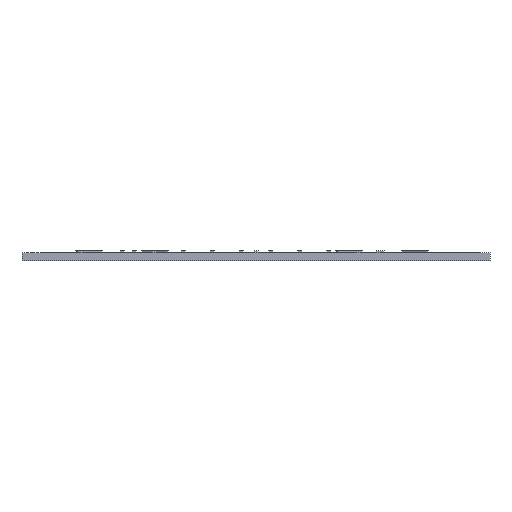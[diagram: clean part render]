
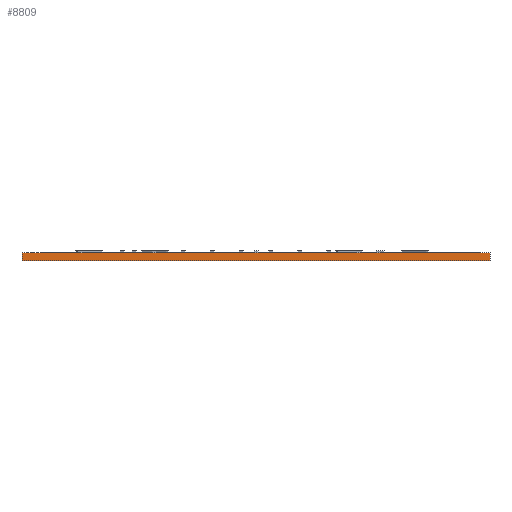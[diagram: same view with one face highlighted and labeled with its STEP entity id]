
A CAD part, front view. The second image highlights one B-rep face of the part: STEP entity #8809.
In plain terms, the highlighted planar face has unit normal (0, -1, 0).
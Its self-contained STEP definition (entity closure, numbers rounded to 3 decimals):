
#336=PLANE('',#9400);
#779=FACE_OUTER_BOUND('',#1355,.T.);
#1355=EDGE_LOOP('',(#7229,#7230,#7231,#7232));
#1735=LINE('',#12096,#2826);
#2380=LINE('',#16861,#3471);
#2381=LINE('',#16864,#3472);
#2382=LINE('',#16865,#3473);
#2826=VECTOR('',#9844,10.);
#3471=VECTOR('',#10921,10.);
#3472=VECTOR('',#10924,10.);
#3473=VECTOR('',#10925,10.);
#4031=VERTEX_POINT('',#12093);
#4032=VERTEX_POINT('',#12095);
#4688=VERTEX_POINT('',#16858);
#4689=VERTEX_POINT('',#16863);
#4879=EDGE_CURVE('',#4031,#4032,#1735,.F.);
#5648=EDGE_CURVE('',#4688,#4032,#2380,.F.);
#5649=EDGE_CURVE('',#4688,#4689,#2381,.T.);
#5650=EDGE_CURVE('',#4689,#4031,#2382,.F.);
#7229=ORIENTED_EDGE('',*,*,#5649,.F.);
#7230=ORIENTED_EDGE('',*,*,#5648,.T.);
#7231=ORIENTED_EDGE('',*,*,#4879,.F.);
#7232=ORIENTED_EDGE('',*,*,#5650,.F.);
#8809=ADVANCED_FACE('',(#779),#336,.T.);
#9400=AXIS2_PLACEMENT_3D('',#16862,#10922,#10923);
#9844=DIRECTION('',(-1.,0.,0.));
#10921=DIRECTION('',(0.,0.,-1.));
#10922=DIRECTION('center_axis',(0.,-1.,0.));
#10923=DIRECTION('ref_axis',(1.,0.,0.));
#10924=DIRECTION('',(-1.,0.,0.));
#10925=DIRECTION('',(0.,0.,-1.));
#12093=CARTESIAN_POINT('',(125.,-20.,30.));
#12095=CARTESIAN_POINT('',(242.,-20.,30.));
#12096=CARTESIAN_POINT('',(152.5,-20.,30.));
#16858=CARTESIAN_POINT('',(242.,-20.,28.));
#16861=CARTESIAN_POINT('',(242.,-20.,28.));
#16862=CARTESIAN_POINT('Origin',(125.,-20.,28.));
#16863=CARTESIAN_POINT('',(125.,-20.,28.));
#16864=CARTESIAN_POINT('',(152.5,-20.,28.));
#16865=CARTESIAN_POINT('',(125.,-20.,28.));
